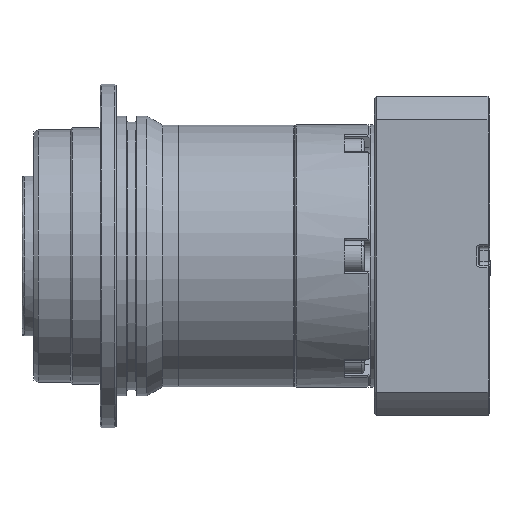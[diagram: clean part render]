
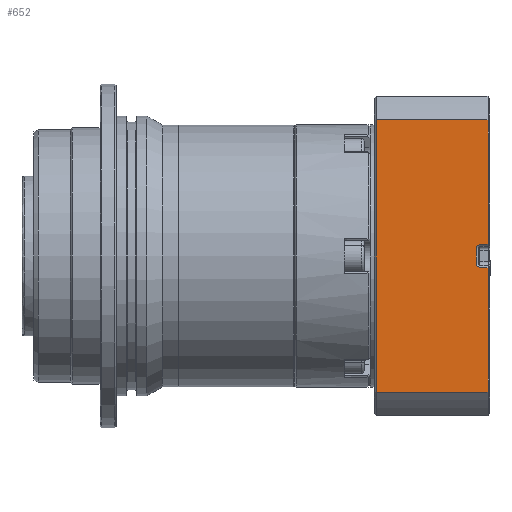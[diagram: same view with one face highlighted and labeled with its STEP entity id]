
A CAD part, front view. The second image highlights one B-rep face of the part: STEP entity #652.
In plain terms, the highlighted planar face has unit normal (0, -1, 0).
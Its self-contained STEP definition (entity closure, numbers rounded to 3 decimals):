
#441 = LINE ( 'NONE', #14023, #9660 ) ;
#652 = ADVANCED_FACE ( 'NONE', ( #36162 ), #30484, .T. ) ;
#1488 = EDGE_CURVE ( 'NONE', #33446, #26989, #26721, .T. ) ;
#1694 = AXIS2_PLACEMENT_3D ( 'NONE', #33066, #14182, #4781 ) ;
#2895 = VERTEX_POINT ( 'NONE', #19899 ) ;
#3112 = ORIENTED_EDGE ( 'NONE', *, *, #29620, .T. ) ;
#4781 = DIRECTION ( 'NONE',  ( 0., 0., -1. ) ) ;
#4882 = DIRECTION ( 'NONE',  ( -1., 0., 0. ) ) ;
#6564 = DIRECTION ( 'NONE',  ( 0., 0., -1. ) ) ;
#6749 = CIRCLE ( 'NONE', #1694, 1. ) ;
#7351 = EDGE_CURVE ( 'NONE', #9842, #16522, #27622, .T. ) ;
#8072 = VERTEX_POINT ( 'NONE', #13449 ) ;
#9107 = CARTESIAN_POINT ( 'NONE',  ( -25.5, -40., -34.004 ) ) ;
#9550 = ORIENTED_EDGE ( 'NONE', *, *, #21638, .T. ) ;
#9660 = VECTOR ( 'NONE', #28000, 1000. ) ;
#9730 = LINE ( 'NONE', #25458, #15486 ) ;
#9842 = VERTEX_POINT ( 'NONE', #12303 ) ;
#10091 = AXIS2_PLACEMENT_3D ( 'NONE', #28813, #23431, #6564 ) ;
#10466 = ORIENTED_EDGE ( 'NONE', *, *, #22084, .T. ) ;
#10798 = EDGE_LOOP ( 'NONE', ( #30804, #24084, #9550, #31552, #16224, #3112, #36253, #30825, #10466, #35872 ) ) ;
#11216 = DIRECTION ( 'NONE',  ( 0., 0., -1. ) ) ;
#11311 = CARTESIAN_POINT ( 'NONE',  ( 7., -40., -34.004 ) ) ;
#11483 = DIRECTION ( 'NONE',  ( -0.998, 0., 0.07 ) ) ;
#11981 = DIRECTION ( 'NONE',  ( 0., 0., -1. ) ) ;
#12303 = CARTESIAN_POINT ( 'NONE',  ( 32., -40., -1.824 ) ) ;
#12496 = CIRCLE ( 'NONE', #10091, 1. ) ;
#13432 = CARTESIAN_POINT ( 'NONE',  ( -25.5, -40., 40. ) ) ;
#13449 = CARTESIAN_POINT ( 'NONE',  ( 7., -40., 34.004 ) ) ;
#13982 = VECTOR ( 'NONE', #20486, 1000. ) ;
#14023 = CARTESIAN_POINT ( 'NONE',  ( 35., -40., 40. ) ) ;
#14182 = DIRECTION ( 'NONE',  ( 0., 1., 0. ) ) ;
#14495 = CARTESIAN_POINT ( 'NONE',  ( 35., -40., 40. ) ) ;
#15486 = VECTOR ( 'NONE', #19756, 1000. ) ;
#16224 = ORIENTED_EDGE ( 'NONE', *, *, #7351, .T. ) ;
#16285 = AXIS2_PLACEMENT_3D ( 'NONE', #13432, #35851, #11216 ) ;
#16522 = VERTEX_POINT ( 'NONE', #29164 ) ;
#17667 = EDGE_CURVE ( 'NONE', #8072, #33446, #31057, .T. ) ;
#17978 = CARTESIAN_POINT ( 'NONE',  ( 32., -40., 40. ) ) ;
#18858 = LINE ( 'NONE', #19240, #22381 ) ;
#19240 = CARTESIAN_POINT ( 'NONE',  ( 32.93, -40., -2.822 ) ) ;
#19322 = CARTESIAN_POINT ( 'NONE',  ( 32.93, -40., 2.822 ) ) ;
#19639 = LINE ( 'NONE', #14495, #32365 ) ;
#19756 = DIRECTION ( 'NONE',  ( 0.998, 0., 0.07 ) ) ;
#19899 = CARTESIAN_POINT ( 'NONE',  ( 35., -40., 2.966 ) ) ;
#20128 = VERTEX_POINT ( 'NONE', #25727 ) ;
#20486 = DIRECTION ( 'NONE',  ( 1., 0., 0. ) ) ;
#20989 = VECTOR ( 'NONE', #11981, 1000. ) ;
#21308 = VERTEX_POINT ( 'NONE', #32252 ) ;
#21476 = LINE ( 'NONE', #27154, #30217 ) ;
#21620 = CARTESIAN_POINT ( 'NONE',  ( 35., -40., 34.004 ) ) ;
#21638 = EDGE_CURVE ( 'NONE', #21308, #20128, #18858, .T. ) ;
#21651 = CARTESIAN_POINT ( 'NONE',  ( 35., -40., -34.004 ) ) ;
#22084 = EDGE_CURVE ( 'NONE', #23753, #8072, #21476, .T. ) ;
#22381 = VECTOR ( 'NONE', #11483, 1000. ) ;
#22839 = DIRECTION ( 'NONE',  ( 0., 0., 1. ) ) ;
#23431 = DIRECTION ( 'NONE',  ( 0., 1., 0. ) ) ;
#23753 = VERTEX_POINT ( 'NONE', #21620 ) ;
#24084 = ORIENTED_EDGE ( 'NONE', *, *, #28398, .T. ) ;
#24210 = EDGE_CURVE ( 'NONE', #20128, #9842, #12496, .T. ) ;
#25458 = CARTESIAN_POINT ( 'NONE',  ( 35., -40., 2.966 ) ) ;
#25727 = CARTESIAN_POINT ( 'NONE',  ( 32.93, -40., -2.822 ) ) ;
#26305 = DIRECTION ( 'NONE',  ( 0., 0., 1. ) ) ;
#26721 = LINE ( 'NONE', #9107, #13982 ) ;
#26989 = VERTEX_POINT ( 'NONE', #21651 ) ;
#27154 = CARTESIAN_POINT ( 'NONE',  ( -25.5, -40., 34.004 ) ) ;
#27209 = EDGE_CURVE ( 'NONE', #2895, #23753, #441, .T. ) ;
#27622 = LINE ( 'NONE', #17978, #32890 ) ;
#28000 = DIRECTION ( 'NONE',  ( 0., 0., 1. ) ) ;
#28398 = EDGE_CURVE ( 'NONE', #26989, #21308, #19639, .T. ) ;
#28813 = CARTESIAN_POINT ( 'NONE',  ( 33., -40., -1.824 ) ) ;
#29164 = CARTESIAN_POINT ( 'NONE',  ( 32., -40., 1.824 ) ) ;
#29620 = EDGE_CURVE ( 'NONE', #16522, #34926, #6749, .T. ) ;
#30217 = VECTOR ( 'NONE', #4882, 1000. ) ;
#30484 = PLANE ( 'NONE',  #16285 ) ;
#30804 = ORIENTED_EDGE ( 'NONE', *, *, #1488, .T. ) ;
#30825 = ORIENTED_EDGE ( 'NONE', *, *, #27209, .T. ) ;
#31057 = LINE ( 'NONE', #34647, #20989 ) ;
#31552 = ORIENTED_EDGE ( 'NONE', *, *, #24210, .T. ) ;
#32252 = CARTESIAN_POINT ( 'NONE',  ( 35., -40., -2.966 ) ) ;
#32282 = EDGE_CURVE ( 'NONE', #34926, #2895, #9730, .T. ) ;
#32365 = VECTOR ( 'NONE', #22839, 1000. ) ;
#32890 = VECTOR ( 'NONE', #26305, 1000. ) ;
#33066 = CARTESIAN_POINT ( 'NONE',  ( 33., -40., 1.824 ) ) ;
#33446 = VERTEX_POINT ( 'NONE', #11311 ) ;
#34647 = CARTESIAN_POINT ( 'NONE',  ( 7., -40., 40. ) ) ;
#34926 = VERTEX_POINT ( 'NONE', #19322 ) ;
#35851 = DIRECTION ( 'NONE',  ( 0., -1., 0. ) ) ;
#35872 = ORIENTED_EDGE ( 'NONE', *, *, #17667, .T. ) ;
#36162 = FACE_OUTER_BOUND ( 'NONE', #10798, .T. ) ;
#36253 = ORIENTED_EDGE ( 'NONE', *, *, #32282, .T. ) ;
